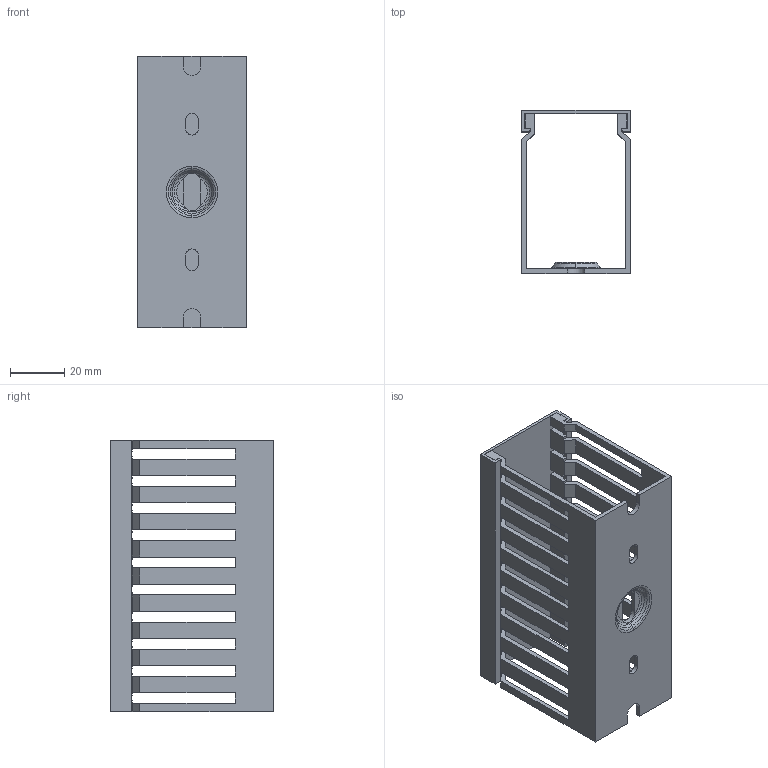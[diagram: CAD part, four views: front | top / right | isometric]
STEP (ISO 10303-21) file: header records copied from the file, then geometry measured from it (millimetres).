
FILE_DESCRIPTION((''),'2;1');
FILE_NAME('B40X60_ASM','2021-03-30T',('marketing.praksa'),('Audax d.o.o.'),'CREO PARAMETRIC BY PTC INC, 2017480','CREO PARAMETRIC BY PTC INC, 2017480','');
FILE_SCHEMA(('AUTOMOTIVE_DESIGN { 1 0 10303 214 1 1 1 1 }'));
Length unit declared in the file: millimetre
Products named in the file (4): B40X60__THIN-170916; ASBS; PRT0162; B40X60_ASM
Assembly tree (3 placements, depth 2):
  B40X60_ASM
    B40X60__THIN-170916
    ASBS
    PRT0162
Bounding box: 40 x 60 x 100 mm (x, y, z)
Volume: 27335.3 mm3; surface area: 41293.6 mm2
Topology: 5 solids, 5 shells, 455 faces, 1288 edges, 846 vertices
Faces by surface type: plane 389, cylinder 46, torus 16, cone 4
Entity records: 22217 total; most frequent: CARTESIAN_POINT 3127, ORIENTED_EDGE 2576, DIRECTION 2172, PRESENTATION_STYLE_ASSIGNMENT 1748, STYLED_ITEM 1748, CURVE_STYLE 1288, EDGE_CURVE 1288, VECTOR 1002
